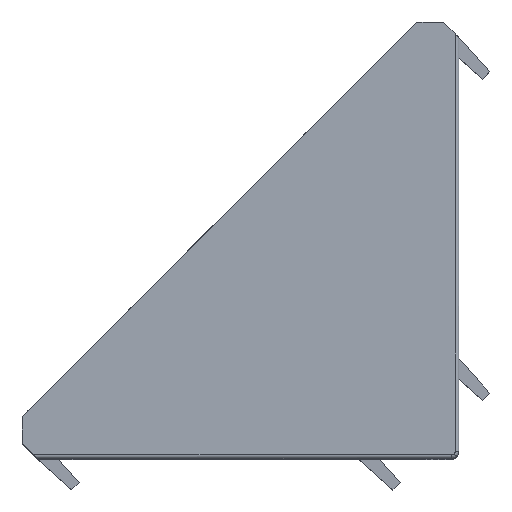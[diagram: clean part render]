
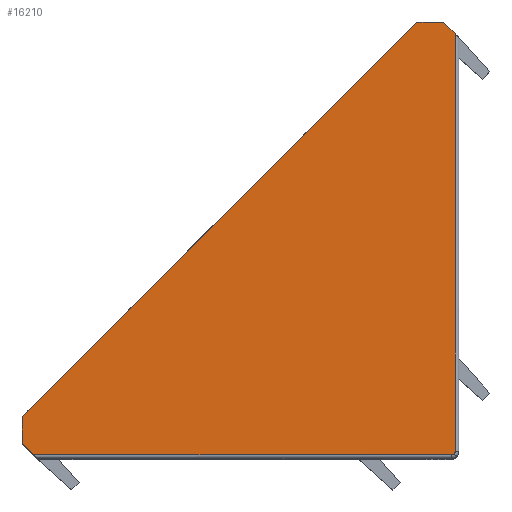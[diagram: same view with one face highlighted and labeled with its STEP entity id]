
A CAD part, top view. The second image highlights one B-rep face of the part: STEP entity #16210.
In plain terms, the highlighted planar face has unit normal (0.012, -0.012, 1).
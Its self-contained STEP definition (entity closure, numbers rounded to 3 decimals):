
#264 = VERTEX_POINT ( 'NONE', #12233 ) ;
#321 = ORIENTED_EDGE ( 'NONE', *, *, #8622, .T. ) ;
#739 = ORIENTED_EDGE ( 'NONE', *, *, #9890, .T. ) ;
#872 = VERTEX_POINT ( 'NONE', #2134 ) ;
#932 = CARTESIAN_POINT ( 'NONE',  ( -2., 57., 28.957 ) ) ;
#988 = ORIENTED_EDGE ( 'NONE', *, *, #9496, .T. ) ;
#1208 = DIRECTION ( 'NONE',  ( 0.012, -0.012, 1. ) ) ;
#1632 = B_SPLINE_CURVE_WITH_KNOTS ( 'NONE', 3,
 ( #6512, #11455, #12775, #10379 ),
 .UNSPECIFIED., .F., .F.,
 ( 4, 4 ),
 ( 0., 1. ),
 .UNSPECIFIED. ) ;
#2080 = VECTOR ( 'NONE', #5197, 1000. ) ;
#2134 = CARTESIAN_POINT ( 'NONE',  ( -5.5, 57., 29. ) ) ;
#2775 = AXIS2_PLACEMENT_3D ( 'NONE', #4936, #1208, #13643 ) ;
#3152 = EDGE_CURVE ( 'NONE', #14034, #8877, #14672, .T. ) ;
#3420 = LINE ( 'NONE', #11834, #5185 ) ;
#3609 = ORIENTED_EDGE ( 'NONE', *, *, #9582, .T. ) ;
#3783 = ORIENTED_EDGE ( 'NONE', *, *, #15117, .T. ) ;
#3903 = VERTEX_POINT ( 'NONE', #7364 ) ;
#3943 = CARTESIAN_POINT ( 'NONE',  ( -57., 2., 28.957 ) ) ;
#4009 = LINE ( 'NONE', #12932, #6967 ) ;
#4074 = EDGE_CURVE ( 'NONE', #7901, #872, #8995, .T. ) ;
#4285 = VECTOR ( 'NONE', #10523, 1000. ) ;
#4936 = CARTESIAN_POINT ( 'NONE',  ( -5.5, 57., 29. ) ) ;
#5185 = VECTOR ( 'NONE', #13249, 1000. ) ;
#5197 = DIRECTION ( 'NONE',  ( -0.707, 0.707, 0.017 ) ) ;
#5521 = VERTEX_POINT ( 'NONE', #13068 ) ;
#5532 = B_SPLINE_CURVE_WITH_KNOTS ( 'NONE', 3,
 ( #12945, #8025, #11744, #11973 ),
 .UNSPECIFIED., .F., .F.,
 ( 4, 4 ),
 ( 0., 1. ),
 .UNSPECIFIED. ) ;
#5573 = CARTESIAN_POINT ( 'NONE',  ( -0.494, 0.994, 28.247 ) ) ;
#6327 = CARTESIAN_POINT ( 'NONE',  ( -57., 5.5, 29. ) ) ;
#6512 = CARTESIAN_POINT ( 'NONE',  ( -0.64, 0.64, 28.244 ) ) ;
#6623 = CARTESIAN_POINT ( 'NONE',  ( -0.494, 55.494, 28.92 ) ) ;
#6887 = CARTESIAN_POINT ( 'NONE',  ( -5.5, 57., 29. ) ) ;
#6967 = VECTOR ( 'NONE', #15359, 1000. ) ;
#7364 = CARTESIAN_POINT ( 'NONE',  ( -55.494, 0.494, 28.92 ) ) ;
#7901 = VERTEX_POINT ( 'NONE', #932 ) ;
#8025 = CARTESIAN_POINT ( 'NONE',  ( -0.862, 0.494, 28.245 ) ) ;
#8275 = EDGE_CURVE ( 'NONE', #9225, #5521, #15182, .T. ) ;
#8416 = EDGE_CURVE ( 'NONE', #5521, #3903, #10868, .T. ) ;
#8622 = EDGE_CURVE ( 'NONE', #9979, #264, #5532, .T. ) ;
#8877 = VERTEX_POINT ( 'NONE', #6623 ) ;
#8995 = LINE ( 'NONE', #6887, #4285 ) ;
#9225 = VERTEX_POINT ( 'NONE', #10100 ) ;
#9496 = EDGE_CURVE ( 'NONE', #3903, #9979, #4009, .T. ) ;
#9582 = EDGE_CURVE ( 'NONE', #264, #14034, #1632, .T. ) ;
#9890 = EDGE_CURVE ( 'NONE', #8877, #7901, #12603, .T. ) ;
#9979 = VERTEX_POINT ( 'NONE', #11434 ) ;
#10100 = CARTESIAN_POINT ( 'NONE',  ( -57., 5.5, 29. ) ) ;
#10239 = EDGE_LOOP ( 'NONE', ( #3783, #10774, #15934, #988, #321, #3609, #15089, #739, #14947 ) ) ;
#10375 = VECTOR ( 'NONE', #15567, 1000. ) ;
#10379 = CARTESIAN_POINT ( 'NONE',  ( -0.494, 0.994, 28.247 ) ) ;
#10523 = DIRECTION ( 'NONE',  ( -1., 0., 0.012 ) ) ;
#10774 = ORIENTED_EDGE ( 'NONE', *, *, #8275, .T. ) ;
#10868 = LINE ( 'NONE', #3943, #11627 ) ;
#11124 = CARTESIAN_POINT ( 'NONE',  ( -0.494, 55.494, 28.92 ) ) ;
#11434 = CARTESIAN_POINT ( 'NONE',  ( -0.994, 0.494, 28.247 ) ) ;
#11455 = CARTESIAN_POINT ( 'NONE',  ( -0.547, 0.733, 28.244 ) ) ;
#11627 = VECTOR ( 'NONE', #12795, 1000. ) ;
#11744 = CARTESIAN_POINT ( 'NONE',  ( -0.735, 0.546, 28.244 ) ) ;
#11834 = CARTESIAN_POINT ( 'NONE',  ( -5.5, 57., 29. ) ) ;
#11848 = VECTOR ( 'NONE', #15093, 1000. ) ;
#11973 = CARTESIAN_POINT ( 'NONE',  ( -0.64, 0.64, 28.244 ) ) ;
#12233 = CARTESIAN_POINT ( 'NONE',  ( -0.64, 0.64, 28.244 ) ) ;
#12395 = PLANE ( 'NONE',  #2775 ) ;
#12603 = LINE ( 'NONE', #11124, #2080 ) ;
#12775 = CARTESIAN_POINT ( 'NONE',  ( -0.494, 0.86, 28.245 ) ) ;
#12795 = DIRECTION ( 'NONE',  ( 0.707, -0.707, -0.017 ) ) ;
#12932 = CARTESIAN_POINT ( 'NONE',  ( -5.509, 0.494, 28.303 ) ) ;
#12945 = CARTESIAN_POINT ( 'NONE',  ( -0.994, 0.494, 28.247 ) ) ;
#13068 = CARTESIAN_POINT ( 'NONE',  ( -57., 2., 28.957 ) ) ;
#13249 = DIRECTION ( 'NONE',  ( -0.707, -0.707, 0. ) ) ;
#13643 = DIRECTION ( 'NONE',  ( 1., 0., -0.012 ) ) ;
#14034 = VERTEX_POINT ( 'NONE', #15360 ) ;
#14672 = LINE ( 'NONE', #5573, #10375 ) ;
#14947 = ORIENTED_EDGE ( 'NONE', *, *, #4074, .T. ) ;
#15089 = ORIENTED_EDGE ( 'NONE', *, *, #3152, .T. ) ;
#15093 = DIRECTION ( 'NONE',  ( 0., -1., -0.012 ) ) ;
#15117 = EDGE_CURVE ( 'NONE', #872, #9225, #3420, .T. ) ;
#15182 = LINE ( 'NONE', #6327, #11848 ) ;
#15359 = DIRECTION ( 'NONE',  ( 1., 0., -0.012 ) ) ;
#15360 = CARTESIAN_POINT ( 'NONE',  ( -0.494, 0.994, 28.247 ) ) ;
#15567 = DIRECTION ( 'NONE',  ( 0., 1., 0.012 ) ) ;
#15934 = ORIENTED_EDGE ( 'NONE', *, *, #8416, .T. ) ;
#16210 = ADVANCED_FACE ( 'NONE', ( #16216 ), #12395, .T. ) ;
#16216 = FACE_OUTER_BOUND ( 'NONE', #10239, .T. ) ;
